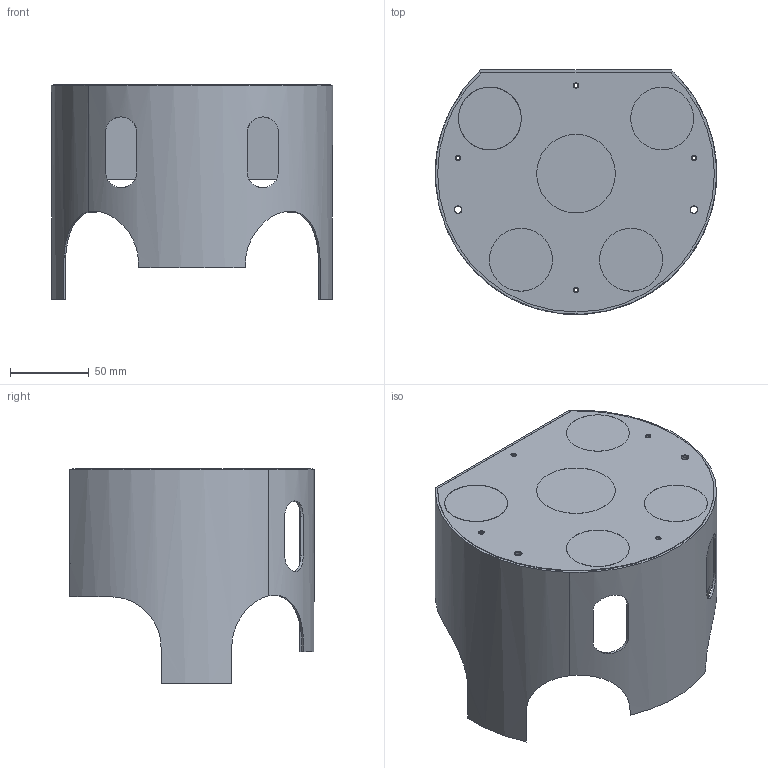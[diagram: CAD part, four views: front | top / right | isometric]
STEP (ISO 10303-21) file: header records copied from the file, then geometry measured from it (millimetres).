
FILE_DESCRIPTION (( 'STEP AP214' ), '1' );
FILE_NAME ('top_mark_ref.STEP', '2024-01-27T20:56:04', ( '' ), ( '' ), 'SwSTEP 2.0', 'SolidWorks 2022', '' );
FILE_SCHEMA (( 'AUTOMOTIVE_DESIGN' ));
Length unit declared in the file: millimetre
Products named in the file (5): idcolor_默认; shell_2017_默认; colorcode_默认; teamcolor_默认; top_mark_ref
Assembly tree (7 placements, depth 2):
  top_mark_ref
    colorcode_默认
    idcolor_默认  x4
    shell_2017_默认
    teamcolor_默认
Bounding box: 178.83 x 155.4 x 136.5 mm (x, y, z)
Volume: 155492.8 mm3; surface area: 190552.3 mm2
Topology: 7 solids, 7 shells, 137 faces, 345 edges, 224 vertices
Faces by surface type: cylinder 76, plane 53, cone 8
Entity records: 4945 total; most frequent: CARTESIAN_POINT 1400, DIRECTION 711, ORIENTED_EDGE 654, EDGE_CURVE 327, AXIS2_PLACEMENT_3D 267, VERTEX_POINT 212, LINE 177, VECTOR 177
